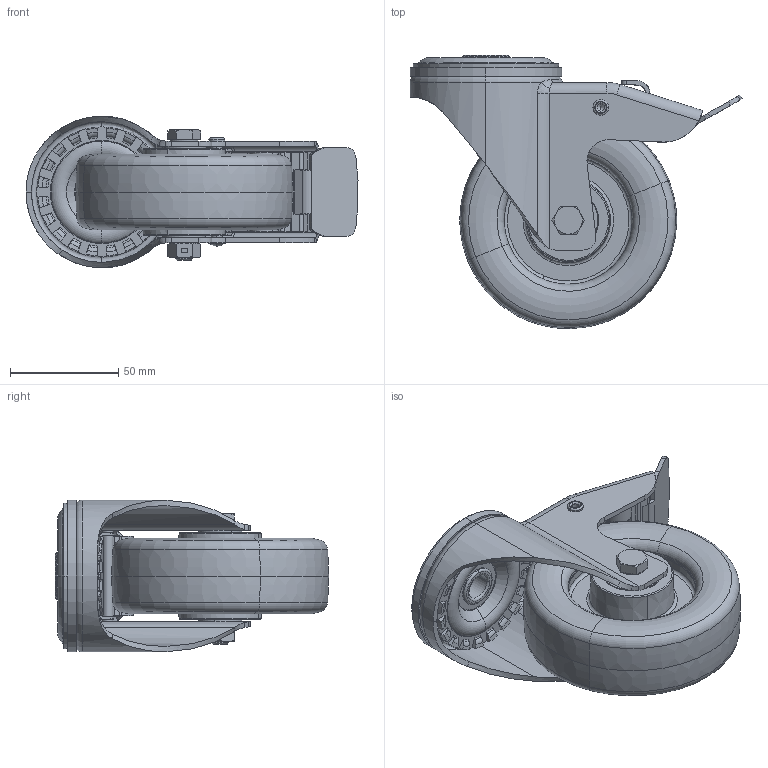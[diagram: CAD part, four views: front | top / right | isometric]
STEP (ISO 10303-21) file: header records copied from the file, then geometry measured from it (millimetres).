
FILE_DESCRIPTION (( 'STEP AP214' ), '1' );
FILE_NAME ('0056271.step', '2024-05-14T07:41:38', ( '' ), ( '' ), 'SwSTEP 2.0', 'SolidWorks 2020', '' );
FILE_SCHEMA (( 'AUTOMOTIVE_DESIGN' ));
Length unit declared in the file: millimetre
Products named in the file (1): 0056271
Bounding box: 153.13 x 125.98 x 70 mm (x, y, z)
Volume: 295928.2 mm3; surface area: 145666.1 mm2
Topology: 21 solids, 22 shells, 1393 faces, 3529 edges, 2196 vertices
Faces by surface type: plane 444, torus 347, cylinder 306, cone 166, bspline 128, sphere 2
Entity records: 69748 total; most frequent: CARTESIAN_POINT 22223, ORIENTED_EDGE 7052, DIRECTION 6283, EDGE_CURVE 3526, AXIS2_PLACEMENT_3D 2599, VERTEX_POINT 2196, EDGE_LOOP 1468, UNCERTAINTY_MEASURE_WITH_UNIT 1416
